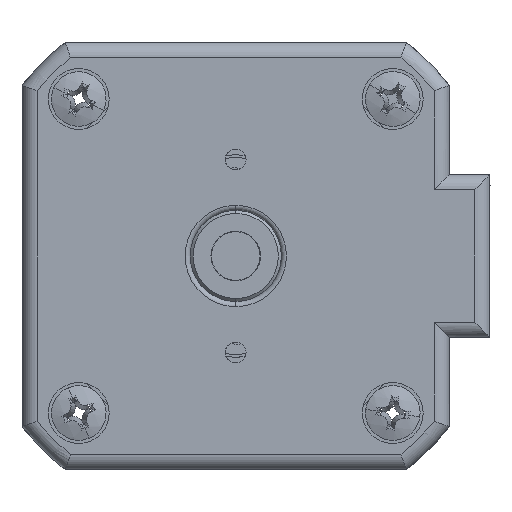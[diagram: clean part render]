
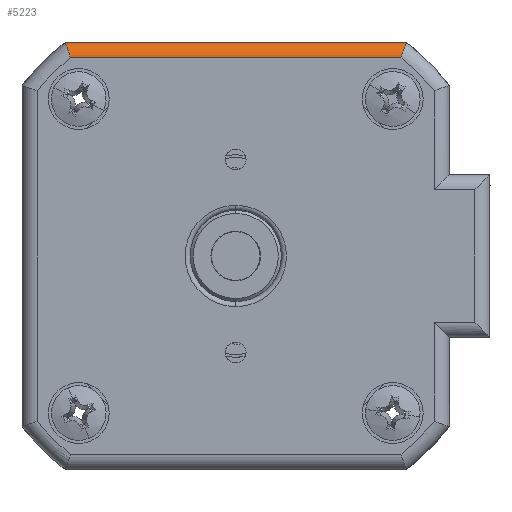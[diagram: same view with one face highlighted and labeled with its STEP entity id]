
A CAD part, front view. The second image highlights one B-rep face of the part: STEP entity #5223.
In plain terms, the highlighted cylindrical face has radius 1.5 mm (diameter 3 mm), a partial arc.
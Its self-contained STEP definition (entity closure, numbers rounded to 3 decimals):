
#79 = CARTESIAN_POINT ( 'NONE',  ( -1.131, -39.421, 53.333 ) ) ;
#180 = CARTESIAN_POINT ( 'NONE',  ( -17.581, -39.458, 52.95 ) ) ;
#681 = LINE ( 'NONE', #180, #815 ) ;
#815 = VECTOR ( 'NONE', #2667, 1000. ) ;
#861 = CARTESIAN_POINT ( 'NONE',  ( -0.945, -39.171, 53.855 ) ) ;
#1031 = CARTESIAN_POINT ( 'NONE',  ( -34.427, -37.958, 54.45 ) ) ;
#1043 = CARTESIAN_POINT ( 'NONE',  ( -34.427, -38.061, 54.45 ) ) ;
#1083 = CARTESIAN_POINT ( 'NONE',  ( -34.424, -38.161, 54.44 ) ) ;
#1091 = CARTESIAN_POINT ( 'NONE',  ( -34.41, -38.358, 54.399 ) ) ;
#1116 = CARTESIAN_POINT ( 'NONE',  ( -34.399, -38.456, 54.369 ) ) ;
#1126 = CARTESIAN_POINT ( 'NONE',  ( -34.358, -38.732, 54.251 ) ) ;
#1129 = CARTESIAN_POINT ( 'NONE',  ( -34.317, -38.899, 54.135 ) ) ;
#1148 = CARTESIAN_POINT ( 'NONE',  ( -34.218, -39.171, 53.855 ) ) ;
#1155 = CARTESIAN_POINT ( 'NONE',  ( -34.159, -39.278, 53.688 ) ) ;
#1172 = CYLINDRICAL_SURFACE ( 'NONE', #6927, 1.5 ) ;
#1179 = CARTESIAN_POINT ( 'NONE',  ( -33.894, -39.458, 52.95 ) ) ;
#1191 = CARTESIAN_POINT ( 'NONE',  ( -33.963, -39.458, 53.14 ) ) ;
#1205 = FACE_OUTER_BOUND ( 'NONE', #8958, .T. ) ;
#1321 = CARTESIAN_POINT ( 'NONE',  ( -34.032, -39.421, 53.333 ) ) ;
#1555 = EDGE_CURVE ( 'NONE', #6151, #2596, #681, .T. ) ;
#1677 = CARTESIAN_POINT ( 'NONE',  ( -0.805, -38.732, 54.251 ) ) ;
#1764 = EDGE_CURVE ( 'NONE', #2596, #2950, #4662, .T. ) ;
#1969 = CARTESIAN_POINT ( 'NONE',  ( -1.269, -39.458, 52.95 ) ) ;
#2028 = DIRECTION ( 'NONE',  ( 0., 0., -1. ) ) ;
#2229 = VERTEX_POINT ( 'NONE', #5458 ) ;
#2278 = VECTOR ( 'NONE', #6164, 1000. ) ;
#2364 = LINE ( 'NONE', #6936, #2278 ) ;
#2458 = CARTESIAN_POINT ( 'NONE',  ( -0.753, -38.358, 54.399 ) ) ;
#2596 = VERTEX_POINT ( 'NONE', #4418 ) ;
#2667 = DIRECTION ( 'NONE',  ( -1., 0., 0. ) ) ;
#2712 = CARTESIAN_POINT ( 'NONE',  ( -34.427, -37.958, 54.45 ) ) ;
#2950 = VERTEX_POINT ( 'NONE', #2712 ) ;
#3211 = CARTESIAN_POINT ( 'NONE',  ( -0.735, -38.061, 54.45 ) ) ;
#4418 = CARTESIAN_POINT ( 'NONE',  ( -33.894, -39.458, 52.95 ) ) ;
#4662 = B_SPLINE_CURVE_WITH_KNOTS ( 'NONE', 3,
 ( #1179, #1191, #1321, #1155, #1148, #1129, #1126, #1116, #1091, #1083, #1043, #1031 ),
 .UNSPECIFIED., .F., .F.,
 ( 4, 2, 2, 2, 2, 4 ),
 ( 0., 0.001, 0.001, 0.002, 0.002, 0.002 ),
 .UNSPECIFIED. ) ;
#4830 = EDGE_CURVE ( 'NONE', #2950, #2229, #2364, .T. ) ;
#5008 = DIRECTION ( 'NONE',  ( 1., 0., 0. ) ) ;
#5223 = ADVANCED_FACE ( 'NONE', ( #1205 ), #1172, .T. ) ;
#5412 = CARTESIAN_POINT ( 'NONE',  ( -1.004, -39.278, 53.688 ) ) ;
#5458 = CARTESIAN_POINT ( 'NONE',  ( -0.735, -37.958, 54.45 ) ) ;
#5733 = CARTESIAN_POINT ( 'NONE',  ( -34.427, -37.958, 52.95 ) ) ;
#6130 = CARTESIAN_POINT ( 'NONE',  ( -0.846, -38.899, 54.135 ) ) ;
#6151 = VERTEX_POINT ( 'NONE', #1969 ) ;
#6164 = DIRECTION ( 'NONE',  ( 1., 0., 0. ) ) ;
#6760 = B_SPLINE_CURVE_WITH_KNOTS ( 'NONE', 3,
 ( #9154, #8368, #79, #5412, #861, #6130, #1677, #6894, #2458, #7643, #3211, #8407 ),
 .UNSPECIFIED., .F., .F.,
 ( 4, 2, 2, 2, 2, 4 ),
 ( 0., 0.001, 0.001, 0.002, 0.002, 0.002 ),
 .UNSPECIFIED. ) ;
#6894 = CARTESIAN_POINT ( 'NONE',  ( -0.764, -38.456, 54.369 ) ) ;
#6927 = AXIS2_PLACEMENT_3D ( 'NONE', #5733, #5008, #2028 ) ;
#6936 = CARTESIAN_POINT ( 'NONE',  ( -34.427, -37.958, 54.45 ) ) ;
#7048 = ORIENTED_EDGE ( 'NONE', *, *, #1555, .F. ) ;
#7401 = ORIENTED_EDGE ( 'NONE', *, *, #1764, .F. ) ;
#7643 = CARTESIAN_POINT ( 'NONE',  ( -0.739, -38.161, 54.44 ) ) ;
#7804 = ORIENTED_EDGE ( 'NONE', *, *, #9258, .T. ) ;
#8368 = CARTESIAN_POINT ( 'NONE',  ( -1.2, -39.458, 53.14 ) ) ;
#8407 = CARTESIAN_POINT ( 'NONE',  ( -0.735, -37.958, 54.45 ) ) ;
#8958 = EDGE_LOOP ( 'NONE', ( #7804, #9082, #7401, #7048 ) ) ;
#9082 = ORIENTED_EDGE ( 'NONE', *, *, #4830, .F. ) ;
#9154 = CARTESIAN_POINT ( 'NONE',  ( -1.269, -39.458, 52.95 ) ) ;
#9258 = EDGE_CURVE ( 'NONE', #6151, #2229, #6760, .T. ) ;
